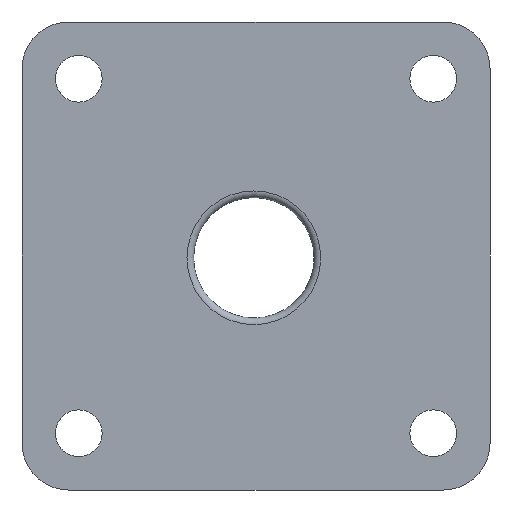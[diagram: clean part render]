
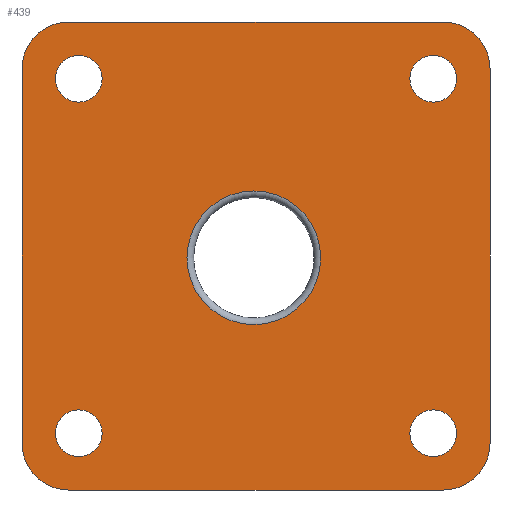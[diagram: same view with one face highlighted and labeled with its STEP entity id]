
A CAD part, front view. The second image highlights one B-rep face of the part: STEP entity #439.
In plain terms, the highlighted planar face has unit normal (0, -1, 0).
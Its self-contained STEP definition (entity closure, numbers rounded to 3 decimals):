
#15=FACE_BOUND('',#126,.T.);
#16=FACE_BOUND('',#127,.T.);
#17=FACE_BOUND('',#128,.T.);
#18=FACE_BOUND('',#129,.T.);
#19=FACE_BOUND('',#130,.T.);
#28=PLANE('',#485);
#38=LINE('',#718,#62);
#39=LINE('',#722,#63);
#40=LINE('',#726,#64);
#41=LINE('',#729,#65);
#62=VECTOR('',#565,10.);
#63=VECTOR('',#568,10.);
#64=VECTOR('',#571,10.);
#65=VECTOR('',#574,10.);
#99=FACE_OUTER_BOUND('',#125,.T.);
#125=EDGE_LOOP('',(#317,#318,#319,#320,#321,#322,#323,#324));
#126=EDGE_LOOP('',(#325));
#127=EDGE_LOOP('',(#326));
#128=EDGE_LOOP('',(#327));
#129=EDGE_LOOP('',(#328));
#130=EDGE_LOOP('',(#329));
#162=CIRCLE('',#478,10.);
#168=CIRCLE('',#486,7.);
#169=CIRCLE('',#487,7.);
#170=CIRCLE('',#488,7.);
#171=CIRCLE('',#489,7.);
#172=CIRCLE('',#490,3.5);
#173=CIRCLE('',#491,3.5);
#174=CIRCLE('',#492,3.5);
#175=CIRCLE('',#493,3.5);
#201=VERTEX_POINT('',#700);
#206=VERTEX_POINT('',#714);
#207=VERTEX_POINT('',#715);
#208=VERTEX_POINT('',#717);
#209=VERTEX_POINT('',#719);
#210=VERTEX_POINT('',#721);
#211=VERTEX_POINT('',#723);
#212=VERTEX_POINT('',#725);
#213=VERTEX_POINT('',#727);
#214=VERTEX_POINT('',#730);
#215=VERTEX_POINT('',#732);
#216=VERTEX_POINT('',#734);
#217=VERTEX_POINT('',#736);
#243=EDGE_CURVE('',#201,#201,#162,.T.);
#250=EDGE_CURVE('',#206,#207,#168,.T.);
#251=EDGE_CURVE('',#206,#208,#38,.T.);
#252=EDGE_CURVE('',#209,#208,#169,.T.);
#253=EDGE_CURVE('',#209,#210,#39,.T.);
#254=EDGE_CURVE('',#211,#210,#170,.T.);
#255=EDGE_CURVE('',#211,#212,#40,.T.);
#256=EDGE_CURVE('',#213,#212,#171,.T.);
#257=EDGE_CURVE('',#213,#207,#41,.T.);
#258=EDGE_CURVE('',#214,#214,#172,.T.);
#259=EDGE_CURVE('',#215,#215,#173,.T.);
#260=EDGE_CURVE('',#216,#216,#174,.T.);
#261=EDGE_CURVE('',#217,#217,#175,.T.);
#317=ORIENTED_EDGE('',*,*,#250,.F.);
#318=ORIENTED_EDGE('',*,*,#251,.T.);
#319=ORIENTED_EDGE('',*,*,#252,.F.);
#320=ORIENTED_EDGE('',*,*,#253,.T.);
#321=ORIENTED_EDGE('',*,*,#254,.F.);
#322=ORIENTED_EDGE('',*,*,#255,.T.);
#323=ORIENTED_EDGE('',*,*,#256,.F.);
#324=ORIENTED_EDGE('',*,*,#257,.T.);
#325=ORIENTED_EDGE('',*,*,#258,.T.);
#326=ORIENTED_EDGE('',*,*,#259,.T.);
#327=ORIENTED_EDGE('',*,*,#260,.T.);
#328=ORIENTED_EDGE('',*,*,#261,.T.);
#329=ORIENTED_EDGE('',*,*,#243,.F.);
#439=ADVANCED_FACE('',(#99,#15,#16,#17,#18,#19),#28,.F.);
#478=AXIS2_PLACEMENT_3D('',#701,#546,#547);
#485=AXIS2_PLACEMENT_3D('',#713,#561,#562);
#486=AXIS2_PLACEMENT_3D('',#716,#563,#564);
#487=AXIS2_PLACEMENT_3D('',#720,#566,#567);
#488=AXIS2_PLACEMENT_3D('',#724,#569,#570);
#489=AXIS2_PLACEMENT_3D('',#728,#572,#573);
#490=AXIS2_PLACEMENT_3D('',#731,#575,#576);
#491=AXIS2_PLACEMENT_3D('',#733,#577,#578);
#492=AXIS2_PLACEMENT_3D('',#735,#579,#580);
#493=AXIS2_PLACEMENT_3D('',#737,#581,#582);
#546=DIRECTION('center_axis',(0.,-1.,0.));
#547=DIRECTION('ref_axis',(0.,0.,1.));
#561=DIRECTION('center_axis',(0.,1.,0.));
#562=DIRECTION('ref_axis',(1.,0.,0.));
#563=DIRECTION('center_axis',(0.,1.,0.));
#564=DIRECTION('ref_axis',(-0.707,0.,-0.707));
#565=DIRECTION('',(1.,0.,0.));
#566=DIRECTION('center_axis',(0.,1.,0.));
#567=DIRECTION('ref_axis',(0.707,0.,-0.707));
#568=DIRECTION('',(0.,0.,1.));
#569=DIRECTION('center_axis',(0.,1.,0.));
#570=DIRECTION('ref_axis',(0.707,0.,0.707));
#571=DIRECTION('',(-1.,0.,0.));
#572=DIRECTION('center_axis',(0.,1.,0.));
#573=DIRECTION('ref_axis',(-0.707,0.,0.707));
#574=DIRECTION('',(0.,0.,-1.));
#575=DIRECTION('center_axis',(0.,1.,0.));
#576=DIRECTION('ref_axis',(0.,0.,1.));
#577=DIRECTION('center_axis',(0.,1.,0.));
#578=DIRECTION('ref_axis',(0.,0.,1.));
#579=DIRECTION('center_axis',(0.,1.,0.));
#580=DIRECTION('ref_axis',(0.,0.,1.));
#581=DIRECTION('center_axis',(0.,1.,0.));
#582=DIRECTION('ref_axis',(0.,0.,1.));
#700=CARTESIAN_POINT('',(-0.322,0.,-10.269));
#701=CARTESIAN_POINT('Origin',(-0.322,0.,-0.269));
#713=CARTESIAN_POINT('Origin',(0.,0.,0.));
#714=CARTESIAN_POINT('',(-28.,0.,-35.));
#715=CARTESIAN_POINT('',(-35.,0.,-28.));
#716=CARTESIAN_POINT('Origin',(-28.,0.,-28.));
#717=CARTESIAN_POINT('',(28.,0.,-35.));
#718=CARTESIAN_POINT('',(-35.,0.,-35.));
#719=CARTESIAN_POINT('',(35.,0.,-28.));
#720=CARTESIAN_POINT('Origin',(28.,0.,-28.));
#721=CARTESIAN_POINT('',(35.,0.,28.));
#722=CARTESIAN_POINT('',(35.,0.,-35.));
#723=CARTESIAN_POINT('',(28.,0.,35.));
#724=CARTESIAN_POINT('Origin',(28.,0.,28.));
#725=CARTESIAN_POINT('',(-28.,0.,35.));
#726=CARTESIAN_POINT('',(35.,0.,35.));
#727=CARTESIAN_POINT('',(-35.,0.,28.));
#728=CARTESIAN_POINT('Origin',(-28.,0.,28.));
#729=CARTESIAN_POINT('',(-35.,0.,35.));
#730=CARTESIAN_POINT('',(-26.517,0.,23.017));
#731=CARTESIAN_POINT('Origin',(-26.517,0.,26.517));
#732=CARTESIAN_POINT('',(26.517,0.,-30.017));
#733=CARTESIAN_POINT('Origin',(26.517,0.,-26.517));
#734=CARTESIAN_POINT('',(-26.517,0.,-30.017));
#735=CARTESIAN_POINT('Origin',(-26.517,0.,-26.517));
#736=CARTESIAN_POINT('',(26.517,0.,23.017));
#737=CARTESIAN_POINT('Origin',(26.517,0.,26.517));
